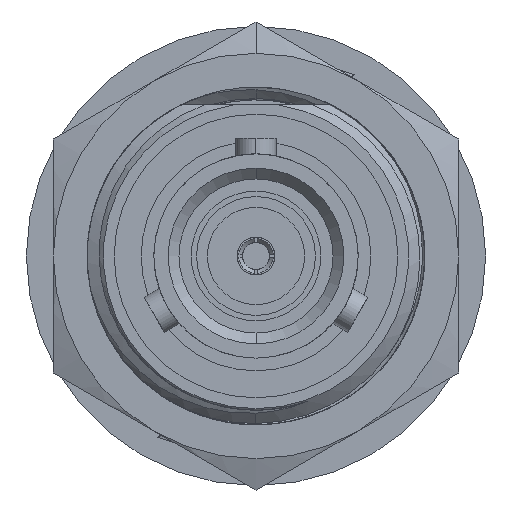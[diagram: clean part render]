
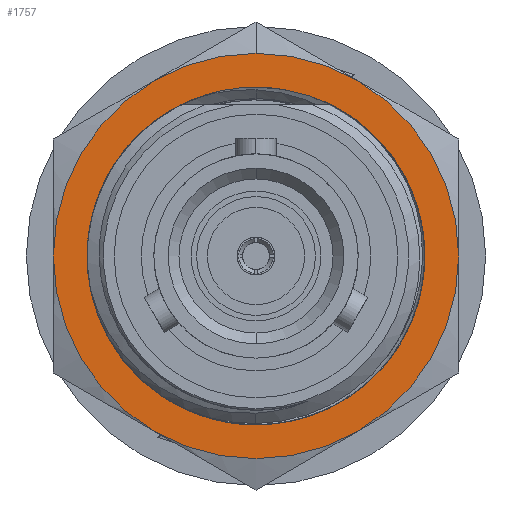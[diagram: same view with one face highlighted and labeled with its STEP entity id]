
A CAD part, left-side view. The second image highlights one B-rep face of the part: STEP entity #1757.
In plain terms, the highlighted planar face has unit normal (-1, 0, 0).
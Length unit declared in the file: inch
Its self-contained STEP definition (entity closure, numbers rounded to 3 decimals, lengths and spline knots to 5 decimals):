
#206 = DIRECTION ( 'NONE',  ( 0., 0., 1. ) ) ;
#432 = VERTEX_POINT ( 'NONE', #3592 ) ;
#449 = CARTESIAN_POINT ( 'NONE',  ( 1.21873, 0., 0. ) ) ;
#951 = EDGE_LOOP ( 'NONE', ( #14639, #16808, #5422, #19305, #8869, #3474, #10330 ) ) ;
#970 = AXIS2_PLACEMENT_3D ( 'NONE', #2350, #5988, #8023 ) ;
#1317 = DIRECTION ( 'NONE',  ( 0., 0., 1. ) ) ;
#1757 = ADVANCED_FACE ( 'NONE', ( #19792, #17766 ), #3630, .T. ) ;
#2350 = CARTESIAN_POINT ( 'NONE',  ( 1.21873, 0., 0. ) ) ;
#2570 = AXIS2_PLACEMENT_3D ( 'NONE', #7293, #20494, #9080 ) ;
#2807 = CARTESIAN_POINT ( 'NONE',  ( 1.21873, -0.1875, -0.32476 ) ) ;
#2872 = EDGE_CURVE ( 'NONE', #3476, #18556, #13508, .T. ) ;
#3050 = CARTESIAN_POINT ( 'NONE',  ( 1.21873, 0., 0. ) ) ;
#3129 = AXIS2_PLACEMENT_3D ( 'NONE', #11862, #12118, #6473 ) ;
#3171 = CIRCLE ( 'NONE', #23142, 0.375 ) ;
#3246 = DIRECTION ( 'NONE',  ( -1., 0., 0. ) ) ;
#3306 = EDGE_LOOP ( 'NONE', ( #5744, #4533, #22599 ) ) ;
#3474 = ORIENTED_EDGE ( 'NONE', *, *, #13946, .T. ) ;
#3476 = VERTEX_POINT ( 'NONE', #6171 ) ;
#3592 = CARTESIAN_POINT ( 'NONE',  ( 1.21873, 0.1875, -0.32476 ) ) ;
#3630 = PLANE ( 'NONE',  #11719 ) ;
#4432 = EDGE_CURVE ( 'NONE', #14814, #15835, #3171, .T. ) ;
#4489 = EDGE_CURVE ( 'NONE', #10416, #8998, #9033, .T. ) ;
#4533 = ORIENTED_EDGE ( 'NONE', *, *, #9638, .F. ) ;
#4560 = DIRECTION ( 'NONE',  ( -1., 0., 0. ) ) ;
#4972 = AXIS2_PLACEMENT_3D ( 'NONE', #3050, #16172, #21860 ) ;
#5056 = DIRECTION ( 'NONE',  ( -1., 0., 0. ) ) ;
#5298 = CARTESIAN_POINT ( 'NONE',  ( 1.21873, -0.14645, 0.27606 ) ) ;
#5422 = ORIENTED_EDGE ( 'NONE', *, *, #4432, .T. ) ;
#5731 = EDGE_CURVE ( 'NONE', #19936, #10416, #22499, .T. ) ;
#5744 = ORIENTED_EDGE ( 'NONE', *, *, #5731, .F. ) ;
#5988 = DIRECTION ( 'NONE',  ( -1., 0., 0. ) ) ;
#6098 = EDGE_CURVE ( 'NONE', #9609, #3476, #18657, .T. ) ;
#6171 = CARTESIAN_POINT ( 'NONE',  ( 1.21873, -0.1875, 0.32476 ) ) ;
#6309 = CARTESIAN_POINT ( 'NONE',  ( 1.21873, 0.375, 0. ) ) ;
#6473 = DIRECTION ( 'NONE',  ( 0., 0., 1. ) ) ;
#7249 = AXIS2_PLACEMENT_3D ( 'NONE', #11432, #9401, #18842 ) ;
#7293 = CARTESIAN_POINT ( 'NONE',  ( 1.21873, 0., 0. ) ) ;
#7665 = CIRCLE ( 'NONE', #21365, 0.375 ) ;
#8023 = DIRECTION ( 'NONE',  ( 0., 0., 1. ) ) ;
#8168 = DIRECTION ( 'NONE',  ( 0., 0., 1. ) ) ;
#8227 = EDGE_CURVE ( 'NONE', #18556, #14814, #15693, .T. ) ;
#8869 = ORIENTED_EDGE ( 'NONE', *, *, #21442, .T. ) ;
#8918 = CARTESIAN_POINT ( 'NONE',  ( 1.21873, -0.375, 0. ) ) ;
#8998 = VERTEX_POINT ( 'NONE', #14762 ) ;
#9033 = CIRCLE ( 'NONE', #7249, 0.3125 ) ;
#9080 = DIRECTION ( 'NONE',  ( 0., 0., 1. ) ) ;
#9401 = DIRECTION ( 'NONE',  ( -1., 0., 0. ) ) ;
#9609 = VERTEX_POINT ( 'NONE', #8918 ) ;
#9638 = EDGE_CURVE ( 'NONE', #8998, #19936, #20050, .T. ) ;
#9906 = VERTEX_POINT ( 'NONE', #2807 ) ;
#10330 = ORIENTED_EDGE ( 'NONE', *, *, #6098, .T. ) ;
#10416 = VERTEX_POINT ( 'NONE', #5298 ) ;
#10966 = CIRCLE ( 'NONE', #4972, 0.375 ) ;
#11432 = CARTESIAN_POINT ( 'NONE',  ( 1.21873, 0., 0. ) ) ;
#11578 = AXIS2_PLACEMENT_3D ( 'NONE', #449, #13571, #206 ) ;
#11719 = AXIS2_PLACEMENT_3D ( 'NONE', #15541, #3246, #1317 ) ;
#11862 = CARTESIAN_POINT ( 'NONE',  ( 1.21873, 0., 0. ) ) ;
#12118 = DIRECTION ( 'NONE',  ( -1., 0., 0. ) ) ;
#12763 = DIRECTION ( 'NONE',  ( 0., 0., 1. ) ) ;
#13508 = CIRCLE ( 'NONE', #3129, 0.375 ) ;
#13571 = DIRECTION ( 'NONE',  ( -1., 0., 0. ) ) ;
#13946 = EDGE_CURVE ( 'NONE', #9906, #9609, #23775, .T. ) ;
#14486 = AXIS2_PLACEMENT_3D ( 'NONE', #21805, #5056, #12763 ) ;
#14639 = ORIENTED_EDGE ( 'NONE', *, *, #2872, .T. ) ;
#14762 = CARTESIAN_POINT ( 'NONE',  ( 1.21873, 0., 0.3125 ) ) ;
#14814 = VERTEX_POINT ( 'NONE', #15182 ) ;
#15182 = CARTESIAN_POINT ( 'NONE',  ( 1.21873, 0.1875, 0.32476 ) ) ;
#15541 = CARTESIAN_POINT ( 'NONE',  ( 1.21873, 0., 0. ) ) ;
#15693 = CIRCLE ( 'NONE', #19557, 0.375 ) ;
#15835 = VERTEX_POINT ( 'NONE', #6309 ) ;
#16172 = DIRECTION ( 'NONE',  ( -1., 0., 0. ) ) ;
#16808 = ORIENTED_EDGE ( 'NONE', *, *, #8227, .T. ) ;
#17124 = DIRECTION ( 'NONE',  ( -1., 0., 0. ) ) ;
#17364 = DIRECTION ( 'NONE',  ( -1., 0., 0. ) ) ;
#17582 = CARTESIAN_POINT ( 'NONE',  ( 1.21873, 0.09165, 0.29876 ) ) ;
#17766 = FACE_OUTER_BOUND ( 'NONE', #951, .T. ) ;
#17779 = CARTESIAN_POINT ( 'NONE',  ( 1.21873, 0., 0. ) ) ;
#18556 = VERTEX_POINT ( 'NONE', #19912 ) ;
#18657 = CIRCLE ( 'NONE', #970, 0.375 ) ;
#18842 = DIRECTION ( 'NONE',  ( 0., 0., 1. ) ) ;
#18921 = CARTESIAN_POINT ( 'NONE',  ( 1.21873, 0., 0. ) ) ;
#19003 = CARTESIAN_POINT ( 'NONE',  ( 1.21873, 0., 0. ) ) ;
#19305 = ORIENTED_EDGE ( 'NONE', *, *, #24185, .T. ) ;
#19557 = AXIS2_PLACEMENT_3D ( 'NONE', #19003, #17364, #22967 ) ;
#19792 = FACE_BOUND ( 'NONE', #3306, .T. ) ;
#19912 = CARTESIAN_POINT ( 'NONE',  ( 1.21873, 0., 0.375 ) ) ;
#19936 = VERTEX_POINT ( 'NONE', #17582 ) ;
#20050 = CIRCLE ( 'NONE', #2570, 0.3125 ) ;
#20494 = DIRECTION ( 'NONE',  ( -1., 0., 0. ) ) ;
#21365 = AXIS2_PLACEMENT_3D ( 'NONE', #17779, #4560, #8168 ) ;
#21442 = EDGE_CURVE ( 'NONE', #432, #9906, #10966, .T. ) ;
#21805 = CARTESIAN_POINT ( 'NONE',  ( 1.21873, 0., 0. ) ) ;
#21860 = DIRECTION ( 'NONE',  ( 0., 0., 1. ) ) ;
#22499 = CIRCLE ( 'NONE', #14486, 0.3125 ) ;
#22599 = ORIENTED_EDGE ( 'NONE', *, *, #4489, .F. ) ;
#22641 = DIRECTION ( 'NONE',  ( 0., 0., 1. ) ) ;
#22967 = DIRECTION ( 'NONE',  ( 0., 0., 1. ) ) ;
#23142 = AXIS2_PLACEMENT_3D ( 'NONE', #18921, #17124, #22641 ) ;
#23775 = CIRCLE ( 'NONE', #11578, 0.375 ) ;
#24185 = EDGE_CURVE ( 'NONE', #15835, #432, #7665, .T. ) ;
